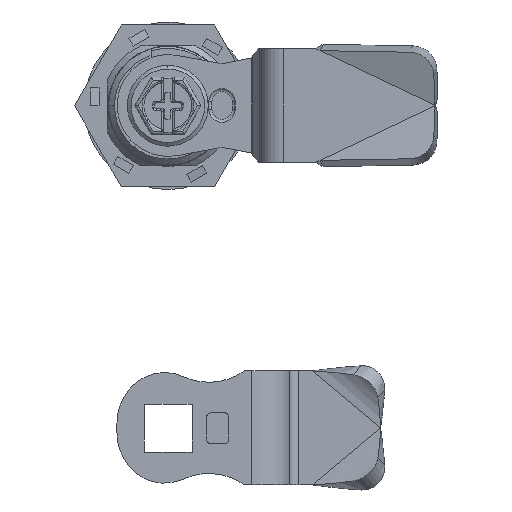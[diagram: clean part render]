
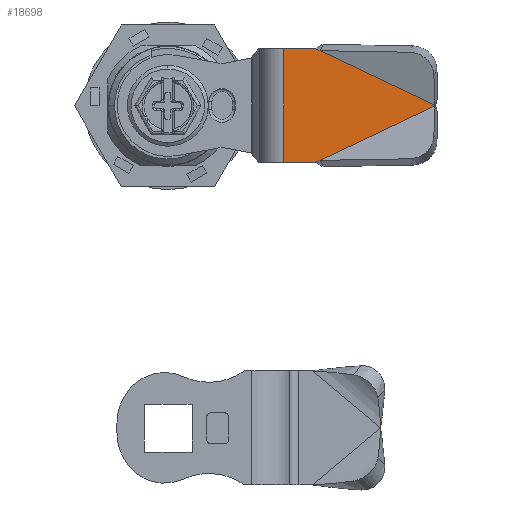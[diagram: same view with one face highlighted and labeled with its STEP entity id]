
A CAD part, front view. The second image highlights one B-rep face of the part: STEP entity #18698.
In plain terms, the highlighted planar face has unit normal (0, -1, 0).
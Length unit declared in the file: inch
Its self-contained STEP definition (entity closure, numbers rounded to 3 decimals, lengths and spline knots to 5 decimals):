
#21 = CARTESIAN_POINT ( 'NONE',  ( 0.76112, -1.25874, 0.37598 ) ) ;
#214 = ORIENTED_EDGE ( 'NONE', *, *, #16906, .F. ) ;
#377 = ORIENTED_EDGE ( 'NONE', *, *, #19682, .F. ) ;
#422 = DIRECTION ( 'NONE',  ( 0., -1., 0. ) ) ;
#676 = VECTOR ( 'NONE', #17619, 39.37008 ) ;
#746 = DIRECTION ( 'NONE',  ( 0.903, 0., -0.429 ) ) ;
#805 = EDGE_CURVE ( 'NONE', #13370, #1015, #10504, .T. ) ;
#831 = DIRECTION ( 'NONE',  ( -0.903, 0., -0.429 ) ) ;
#850 = EDGE_CURVE ( 'NONE', #1015, #2794, #8471, .T. ) ;
#1015 = VERTEX_POINT ( 'NONE', #18908 ) ;
#1494 = EDGE_CURVE ( 'NONE', #3874, #10882, #9933, .T. ) ;
#2794 = VERTEX_POINT ( 'NONE', #13535 ) ;
#3056 = CARTESIAN_POINT ( 'NONE',  ( 1.75981, -1.25874, 0.00197 ) ) ;
#3629 = CARTESIAN_POINT ( 'NONE',  ( 0.97241, -1.25874, 0.37598 ) ) ;
#3874 = VERTEX_POINT ( 'NONE', #21 ) ;
#3895 = LINE ( 'NONE', #24820, #676 ) ;
#4008 = CARTESIAN_POINT ( 'NONE',  ( 1.00069, -1.25874, -0.35861 ) ) ;
#4921 = CARTESIAN_POINT ( 'NONE',  ( 1.75768, -1.25874, 0.00298 ) ) ;
#5290 = LINE ( 'NONE', #22339, #21838 ) ;
#5293 = CARTESIAN_POINT ( 'NONE',  ( 1.75981, -1.25874, 0.00197 ) ) ;
#5678 = ORIENTED_EDGE ( 'NONE', *, *, #805, .F. ) ;
#6045 = EDGE_LOOP ( 'NONE', ( #6377, #7760, #16574, #214, #8713, #5678, #17204, #377, #18688 ) ) ;
#6377 = ORIENTED_EDGE ( 'NONE', *, *, #23989, .F. ) ;
#7131 = VERTEX_POINT ( 'NONE', #20803 ) ;
#7387 = VECTOR ( 'NONE', #17807, 39.37008 ) ;
#7479 = PLANE ( 'NONE',  #16137 ) ;
#7760 = ORIENTED_EDGE ( 'NONE', *, *, #9105, .F. ) ;
#8471 = B_SPLINE_CURVE_WITH_KNOTS ( 'NONE', 3,
 ( #20182, #22086, #4921, #3056 ),
 .UNSPECIFIED., .F., .F.,
 ( 4, 4 ),
 ( 0., 1. ),
 .UNSPECIFIED. ) ;
#8713 = ORIENTED_EDGE ( 'NONE', *, *, #850, .F. ) ;
#9105 = EDGE_CURVE ( 'NONE', #20430, #16126, #12180, .T. ) ;
#9933 = LINE ( 'NONE', #11424, #17270 ) ;
#10297 = DIRECTION ( 'NONE',  ( -1., 0., 0. ) ) ;
#10504 = LINE ( 'NONE', #10858, #22533 ) ;
#10858 = CARTESIAN_POINT ( 'NONE',  ( 1.00069, -1.25874, 0.36255 ) ) ;
#10882 = VERTEX_POINT ( 'NONE', #17073 ) ;
#11126 = DIRECTION ( 'NONE',  ( -0.903, 0., -0.429 ) ) ;
#11373 = CARTESIAN_POINT ( 'NONE',  ( 0.97241, -1.25874, -0.37205 ) ) ;
#11424 = CARTESIAN_POINT ( 'NONE',  ( 0.76112, -1.25874, 0.37598 ) ) ;
#11902 = DIRECTION ( 'NONE',  ( 0., 0., -1. ) ) ;
#12180 = LINE ( 'NONE', #19877, #17172 ) ;
#12794 = CARTESIAN_POINT ( 'NONE',  ( 1.00069, -1.25874, 0.36255 ) ) ;
#13370 = VERTEX_POINT ( 'NONE', #12794 ) ;
#13535 = CARTESIAN_POINT ( 'NONE',  ( 1.75981, -1.25874, 0.00197 ) ) ;
#13877 = LINE ( 'NONE', #13997, #7387 ) ;
#13967 = LINE ( 'NONE', #19917, #19781 ) ;
#13997 = CARTESIAN_POINT ( 'NONE',  ( 0.76112, -1.25874, 0.37598 ) ) ;
#16126 = VERTEX_POINT ( 'NONE', #11373 ) ;
#16137 = AXIS2_PLACEMENT_3D ( 'NONE', #17703, #422, #10297 ) ;
#16574 = ORIENTED_EDGE ( 'NONE', *, *, #22749, .T. ) ;
#16906 = EDGE_CURVE ( 'NONE', #2794, #7131, #20443, .T. ) ;
#17073 = CARTESIAN_POINT ( 'NONE',  ( 0.76112, -1.25874, -0.37205 ) ) ;
#17172 = VECTOR ( 'NONE', #831, 39.37008 ) ;
#17204 = ORIENTED_EDGE ( 'NONE', *, *, #19871, .F. ) ;
#17209 = FACE_OUTER_BOUND ( 'NONE', #6045, .T. ) ;
#17270 = VECTOR ( 'NONE', #11902, 39.37008 ) ;
#17619 = DIRECTION ( 'NONE',  ( -1., 0., 0. ) ) ;
#17703 = CARTESIAN_POINT ( 'NONE',  ( -0.20094, -1.25874, 0.00197 ) ) ;
#17807 = DIRECTION ( 'NONE',  ( 1., 0., 0. ) ) ;
#18688 = ORIENTED_EDGE ( 'NONE', *, *, #1494, .T. ) ;
#18698 = ADVANCED_FACE ( 'NONE', ( #17209 ), #7479, .T. ) ;
#18908 = CARTESIAN_POINT ( 'NONE',  ( 1.75343, -1.25874, 0.005 ) ) ;
#19226 = VECTOR ( 'NONE', #11126, 39.37008 ) ;
#19682 = EDGE_CURVE ( 'NONE', #3874, #20315, #13877, .T. ) ;
#19781 = VECTOR ( 'NONE', #746, 39.37008 ) ;
#19871 = EDGE_CURVE ( 'NONE', #20315, #13370, #13967, .T. ) ;
#19877 = CARTESIAN_POINT ( 'NONE',  ( 1.00069, -1.25874, -0.35861 ) ) ;
#19917 = CARTESIAN_POINT ( 'NONE',  ( 0.97241, -1.25874, 0.37598 ) ) ;
#20182 = CARTESIAN_POINT ( 'NONE',  ( 1.75343, -1.25874, 0.005 ) ) ;
#20315 = VERTEX_POINT ( 'NONE', #3629 ) ;
#20430 = VERTEX_POINT ( 'NONE', #4008 ) ;
#20443 = LINE ( 'NONE', #5293, #19226 ) ;
#20803 = CARTESIAN_POINT ( 'NONE',  ( 1.75343, -1.25874, -0.00106 ) ) ;
#21838 = VECTOR ( 'NONE', #22714, 39.37008 ) ;
#22086 = CARTESIAN_POINT ( 'NONE',  ( 1.75556, -1.25874, 0.00399 ) ) ;
#22339 = CARTESIAN_POINT ( 'NONE',  ( 1.00069, -1.25874, -0.35861 ) ) ;
#22533 = VECTOR ( 'NONE', #23967, 39.37008 ) ;
#22714 = DIRECTION ( 'NONE',  ( 0.903, 0., 0.429 ) ) ;
#22749 = EDGE_CURVE ( 'NONE', #20430, #7131, #5290, .T. ) ;
#23967 = DIRECTION ( 'NONE',  ( 0.903, 0., -0.429 ) ) ;
#23989 = EDGE_CURVE ( 'NONE', #16126, #10882, #3895, .T. ) ;
#24820 = CARTESIAN_POINT ( 'NONE',  ( 0.97241, -1.25874, -0.37205 ) ) ;
